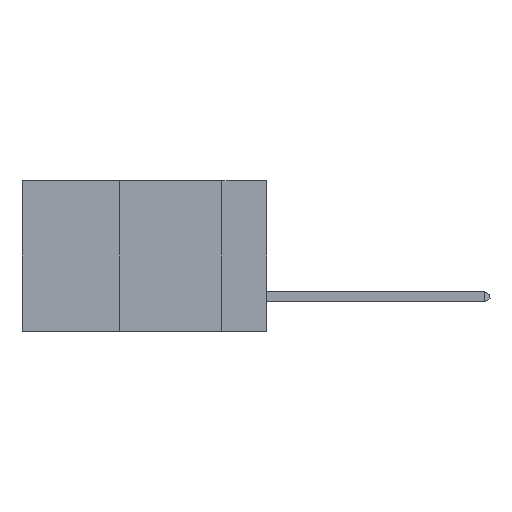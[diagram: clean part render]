
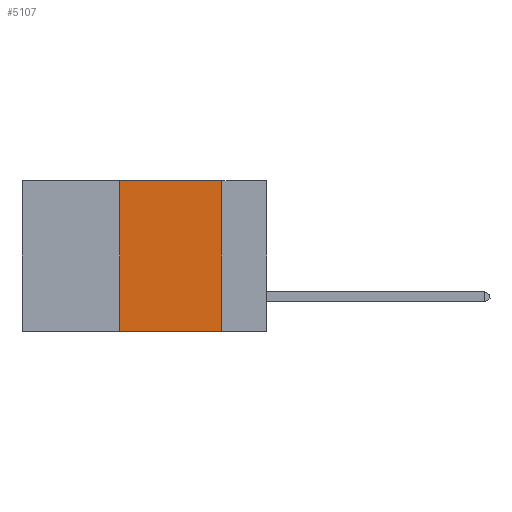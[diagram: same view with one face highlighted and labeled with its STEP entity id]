
A CAD part, left-side view. The second image highlights one B-rep face of the part: STEP entity #5107.
In plain terms, the highlighted planar face has unit normal (-1, 0, 0).
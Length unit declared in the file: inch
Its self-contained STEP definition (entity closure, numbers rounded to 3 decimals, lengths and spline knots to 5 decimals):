
#311 = PLANE ( 'NONE',  #680 ) ;
#398 = FACE_OUTER_BOUND ( 'NONE', #4109, .T. ) ;
#680 = AXIS2_PLACEMENT_3D ( 'NONE', #5780, #7058, #2341 ) ;
#734 = VECTOR ( 'NONE', #5172, 39.37008 ) ;
#997 = VECTOR ( 'NONE', #1876, 39.37008 ) ;
#1008 = EDGE_CURVE ( 'NONE', #3911, #1347, #3046, .T. ) ;
#1062 = ORIENTED_EDGE ( 'NONE', *, *, #8636, .F. ) ;
#1098 = VERTEX_POINT ( 'NONE', #7761 ) ;
#1347 = VERTEX_POINT ( 'NONE', #2907 ) ;
#1582 = ORIENTED_EDGE ( 'NONE', *, *, #2650, .F. ) ;
#1762 = CARTESIAN_POINT ( 'NONE',  ( 0., 0.6, 0. ) ) ;
#1876 = DIRECTION ( 'NONE',  ( 0., 0., 1. ) ) ;
#2341 = DIRECTION ( 'NONE',  ( 0., 0., -1. ) ) ;
#2650 = EDGE_CURVE ( 'NONE', #3911, #8435, #2914, .T. ) ;
#2907 = CARTESIAN_POINT ( 'NONE',  ( 0., 0.11, -0.37 ) ) ;
#2914 = LINE ( 'NONE', #4613, #997 ) ;
#3046 = LINE ( 'NONE', #7315, #6160 ) ;
#3712 = ORIENTED_EDGE ( 'NONE', *, *, #6064, .F. ) ;
#3911 = VERTEX_POINT ( 'NONE', #6986 ) ;
#4109 = EDGE_LOOP ( 'NONE', ( #1062, #3712, #1582, #4566 ) ) ;
#4566 = ORIENTED_EDGE ( 'NONE', *, *, #1008, .T. ) ;
#4613 = CARTESIAN_POINT ( 'NONE',  ( 0., 0.36, 0. ) ) ;
#4862 = LINE ( 'NONE', #1762, #734 ) ;
#5107 = ADVANCED_FACE ( 'NONE', ( #398 ), #311, .F. ) ;
#5172 = DIRECTION ( 'NONE',  ( 0., -1., 0. ) ) ;
#5780 = CARTESIAN_POINT ( 'NONE',  ( 0., 0.6, 0. ) ) ;
#5841 = LINE ( 'NONE', #6116, #8553 ) ;
#6064 = EDGE_CURVE ( 'NONE', #8435, #1098, #4862, .T. ) ;
#6116 = CARTESIAN_POINT ( 'NONE',  ( 0., 0.11, 0. ) ) ;
#6160 = VECTOR ( 'NONE', #8116, 39.37008 ) ;
#6599 = CARTESIAN_POINT ( 'NONE',  ( 0., 0.36, 0. ) ) ;
#6986 = CARTESIAN_POINT ( 'NONE',  ( 0., 0.36, -0.37 ) ) ;
#7058 = DIRECTION ( 'NONE',  ( 1., 0., 0. ) ) ;
#7315 = CARTESIAN_POINT ( 'NONE',  ( 0., 0.6, -0.37 ) ) ;
#7603 = DIRECTION ( 'NONE',  ( 0., 0., -1. ) ) ;
#7761 = CARTESIAN_POINT ( 'NONE',  ( 0., 0.11, 0. ) ) ;
#8116 = DIRECTION ( 'NONE',  ( 0., -1., 0. ) ) ;
#8435 = VERTEX_POINT ( 'NONE', #6599 ) ;
#8553 = VECTOR ( 'NONE', #7603, 39.37008 ) ;
#8636 = EDGE_CURVE ( 'NONE', #1098, #1347, #5841, .T. ) ;
